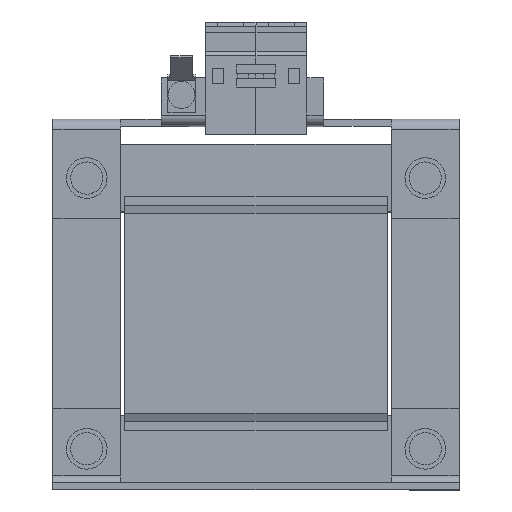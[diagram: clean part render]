
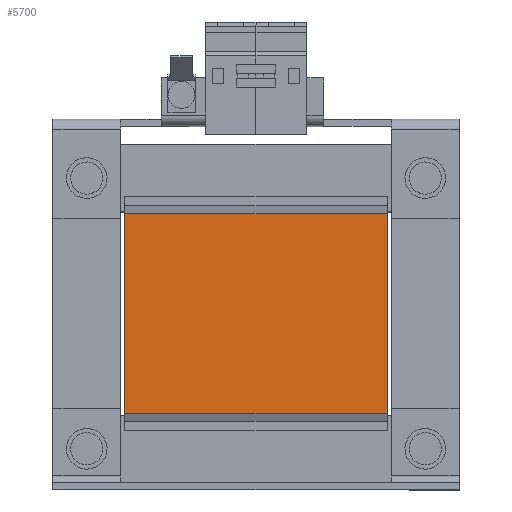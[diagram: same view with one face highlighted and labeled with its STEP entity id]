
A CAD part, top view. The second image highlights one B-rep face of the part: STEP entity #5700.
In plain terms, the highlighted planar face has unit normal (0, 0, 1).
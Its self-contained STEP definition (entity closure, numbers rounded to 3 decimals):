
#81 = FACE_OUTER_BOUND ( 'NONE', #4314, .T. ) ;
#678 = VECTOR ( 'NONE', #5970, 1000. ) ;
#941 = CARTESIAN_POINT ( 'NONE',  ( -38.75, 29.5, 49.9 ) ) ;
#1347 = CARTESIAN_POINT ( 'NONE',  ( -38.75, -29.5, 49.9 ) ) ;
#1708 = DIRECTION ( 'NONE',  ( -1., 0., 0. ) ) ;
#2160 = VERTEX_POINT ( 'NONE', #941 ) ;
#2811 = DIRECTION ( 'NONE',  ( -1., 0., 0. ) ) ;
#3448 = EDGE_CURVE ( 'Defeature ausgef�hrt1_20+Defeature ausgef�hrt1_27+Defeature ausgef�hrt1_19+Defeature ausgef�hrt1_21', #2160, #4981, #9031, .T. ) ;
#3912 = CARTESIAN_POINT ( 'NONE',  ( 38.75, 29.5, 49.9 ) ) ;
#4314 = EDGE_LOOP ( 'NONE', ( #13094, #6410, #5649, #4760 ) ) ;
#4460 = EDGE_CURVE ( 'Defeature ausgef�hrt1_21+Defeature ausgef�hrt1_20+Defeature ausgef�hrt1_26+Defeature ausgef�hrt1_27', #13667, #4981, #8987, .T. ) ;
#4760 = ORIENTED_EDGE ( 'NONE', *, *, #11898, .T. ) ;
#4981 = VERTEX_POINT ( 'NONE', #1347 ) ;
#5250 = LINE ( 'NONE', #5936, #12020 ) ;
#5511 = EDGE_CURVE ( 'Defeature ausgef�hrt1_26+Defeature ausgef�hrt1_20+Defeature ausgef�hrt1_19+Defeature ausgef�hrt1_21', #11082, #13667, #8739, .T. ) ;
#5649 = ORIENTED_EDGE ( 'NONE', *, *, #5511, .F. ) ;
#5700 = ADVANCED_FACE ( 'Defeature ausgef�hrt1_20', ( #81 ), #12407, .F. ) ;
#5936 = CARTESIAN_POINT ( 'NONE',  ( 38.75, 29.5, 49.9 ) ) ;
#5970 = DIRECTION ( 'NONE',  ( -1., 0., 0. ) ) ;
#6410 = ORIENTED_EDGE ( 'NONE', *, *, #4460, .F. ) ;
#6499 = VECTOR ( 'NONE', #12653, 1000. ) ;
#6639 = DIRECTION ( 'NONE',  ( 0., -1., 0. ) ) ;
#7082 = AXIS2_PLACEMENT_3D ( 'NONE', #3912, #12366, #2811 ) ;
#7687 = CARTESIAN_POINT ( 'NONE',  ( 38.75, 29.5, 49.9 ) ) ;
#8739 = LINE ( 'NONE', #7687, #9583 ) ;
#8987 = LINE ( 'NONE', #11366, #678 ) ;
#9031 = LINE ( 'NONE', #13546, #6499 ) ;
#9583 = VECTOR ( 'NONE', #6639, 1000. ) ;
#10399 = CARTESIAN_POINT ( 'NONE',  ( 38.75, -29.5, 49.9 ) ) ;
#11082 = VERTEX_POINT ( 'NONE', #11204 ) ;
#11204 = CARTESIAN_POINT ( 'NONE',  ( 38.75, 29.5, 49.9 ) ) ;
#11366 = CARTESIAN_POINT ( 'NONE',  ( 38.75, -29.5, 49.9 ) ) ;
#11898 = EDGE_CURVE ( 'Defeature ausgef�hrt1_20+Defeature ausgef�hrt1_19+Defeature ausgef�hrt1_26+Defeature ausgef�hrt1_27', #11082, #2160, #5250, .T. ) ;
#12020 = VECTOR ( 'NONE', #1708, 1000. ) ;
#12366 = DIRECTION ( 'NONE',  ( 0., 0., -1. ) ) ;
#12407 = PLANE ( 'NONE',  #7082 ) ;
#12653 = DIRECTION ( 'NONE',  ( 0., -1., 0. ) ) ;
#13094 = ORIENTED_EDGE ( 'NONE', *, *, #3448, .T. ) ;
#13546 = CARTESIAN_POINT ( 'NONE',  ( -38.75, 29.5, 49.9 ) ) ;
#13667 = VERTEX_POINT ( 'NONE', #10399 ) ;
